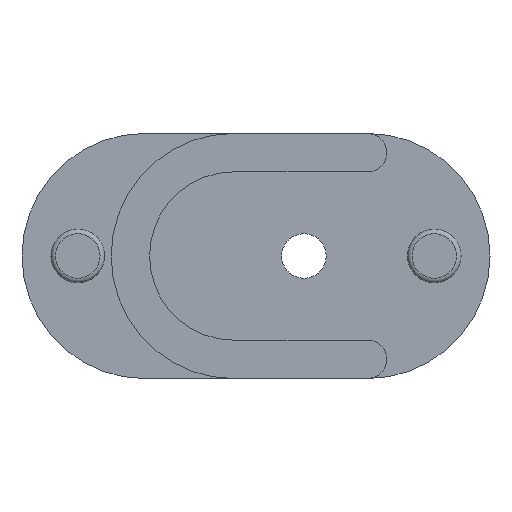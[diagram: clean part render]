
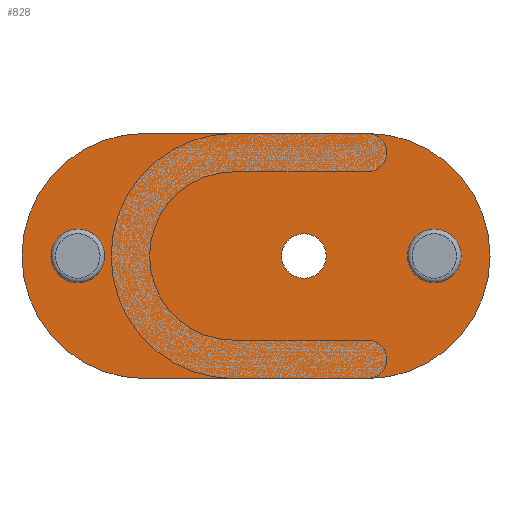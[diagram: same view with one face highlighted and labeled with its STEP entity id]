
A CAD part, front view. The second image highlights one B-rep face of the part: STEP entity #828.
In plain terms, the highlighted planar face has unit normal (0, -1, 0).
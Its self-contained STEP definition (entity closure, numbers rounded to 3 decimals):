
#49=FACE_BOUND('',#282,.T.);
#50=FACE_BOUND('',#283,.T.);
#51=FACE_BOUND('',#284,.T.);
#58=PLANE('',#914);
#81=LINE('',#1252,#143);
#85=LINE('',#1261,#147);
#143=VECTOR('',#1027,10.);
#147=VECTOR('',#1037,10.);
#228=FACE_OUTER_BOUND('',#281,.T.);
#281=EDGE_LOOP('',(#619,#620,#621,#622));
#282=EDGE_LOOP('',(#623));
#283=EDGE_LOOP('',(#624));
#284=EDGE_LOOP('',(#625));
#327=CIRCLE('',#890,2.4);
#332=CIRCLE('',#898,2.4);
#335=CIRCLE('',#904,2.);
#338=CIRCLE('',#910,11.);
#339=CIRCLE('',#913,11.);
#369=VERTEX_POINT('',#1213);
#373=VERTEX_POINT('',#1226);
#376=VERTEX_POINT('',#1237);
#381=VERTEX_POINT('',#1250);
#382=VERTEX_POINT('',#1251);
#383=VERTEX_POINT('',#1256);
#384=VERTEX_POINT('',#1260);
#451=EDGE_CURVE('',#369,#369,#327,.T.);
#457=EDGE_CURVE('',#373,#373,#332,.T.);
#462=EDGE_CURVE('',#376,#376,#335,.T.);
#467=EDGE_CURVE('',#381,#382,#81,.T.);
#470=EDGE_CURVE('',#383,#381,#338,.T.);
#472=EDGE_CURVE('',#384,#383,#85,.T.);
#474=EDGE_CURVE('',#382,#384,#339,.T.);
#619=ORIENTED_EDGE('',*,*,#474,.F.);
#620=ORIENTED_EDGE('',*,*,#467,.F.);
#621=ORIENTED_EDGE('',*,*,#470,.F.);
#622=ORIENTED_EDGE('',*,*,#472,.F.);
#623=ORIENTED_EDGE('',*,*,#457,.T.);
#624=ORIENTED_EDGE('',*,*,#451,.T.);
#625=ORIENTED_EDGE('',*,*,#462,.F.);
#828=ADVANCED_FACE('',(#228,#49,#50,#51),#58,.F.);
#890=AXIS2_PLACEMENT_3D('',#1215,#984,#985);
#898=AXIS2_PLACEMENT_3D('',#1228,#1001,#1002);
#904=AXIS2_PLACEMENT_3D('',#1239,#1015,#1016);
#910=AXIS2_PLACEMENT_3D('',#1257,#1032,#1033);
#913=AXIS2_PLACEMENT_3D('',#1264,#1041,#1042);
#914=AXIS2_PLACEMENT_3D('',#1265,#1043,#1044);
#984=DIRECTION('center_axis',(0.,1.,0.));
#985=DIRECTION('ref_axis',(1.,0.,0.));
#1001=DIRECTION('center_axis',(0.,1.,0.));
#1002=DIRECTION('ref_axis',(1.,0.,0.));
#1015=DIRECTION('center_axis',(0.,-1.,0.));
#1016=DIRECTION('ref_axis',(1.,0.,0.));
#1027=DIRECTION('',(-1.,0.,0.));
#1032=DIRECTION('center_axis',(0.,1.,0.));
#1033=DIRECTION('ref_axis',(0.,0.,1.));
#1037=DIRECTION('',(1.,0.,0.));
#1041=DIRECTION('center_axis',(0.,1.,0.));
#1042=DIRECTION('ref_axis',(0.,0.,-1.));
#1043=DIRECTION('center_axis',(0.,1.,0.));
#1044=DIRECTION('ref_axis',(1.,0.,0.));
#1213=CARTESIAN_POINT('',(13.6,0.,0.));
#1215=CARTESIAN_POINT('Origin',(16.,0.,0.));
#1226=CARTESIAN_POINT('',(-18.4,0.,0.));
#1228=CARTESIAN_POINT('Origin',(-16.,0.,0.));
#1237=CARTESIAN_POINT('',(2.3,0.,0.));
#1239=CARTESIAN_POINT('Origin',(4.3,0.,0.));
#1250=CARTESIAN_POINT('',(10.,0.,-11.));
#1251=CARTESIAN_POINT('',(-10.,0.,-11.));
#1252=CARTESIAN_POINT('',(10.,0.,-11.));
#1256=CARTESIAN_POINT('',(10.,0.,11.));
#1257=CARTESIAN_POINT('Origin',(10.,0.,0.));
#1260=CARTESIAN_POINT('',(-10.,0.,11.));
#1261=CARTESIAN_POINT('',(-10.,0.,11.));
#1264=CARTESIAN_POINT('Origin',(-10.,0.,0.));
#1265=CARTESIAN_POINT('Origin',(0.,0.,0.));
